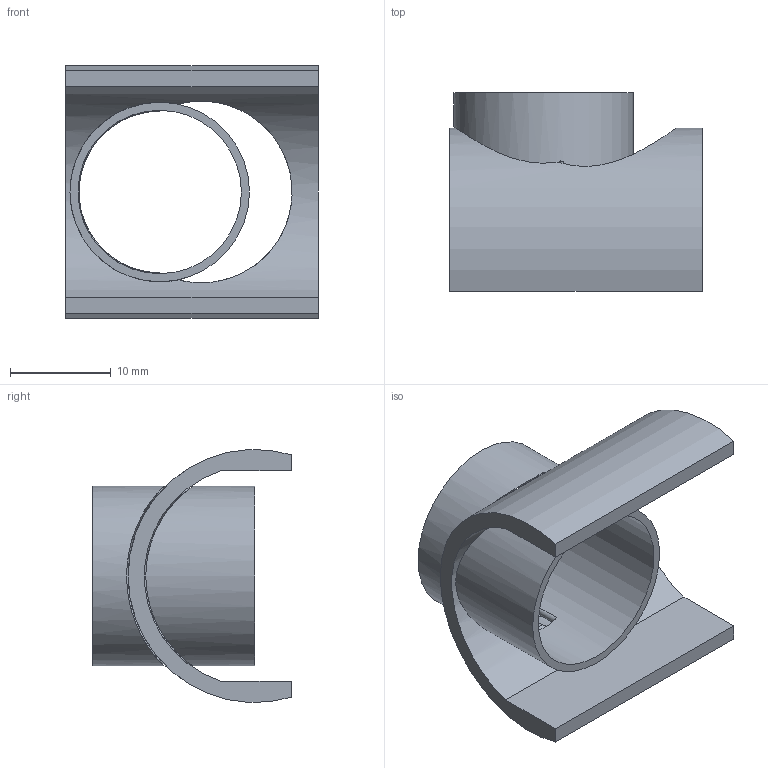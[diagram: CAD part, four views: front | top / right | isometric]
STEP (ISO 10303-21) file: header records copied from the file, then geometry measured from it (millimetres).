
FILE_DESCRIPTION(/* description */ (''),/* implementation_level */ '2;1');
FILE_NAME(/* name */ 'Button Retention Module v2.step',/* time_stamp */ '2020-02-17T14:32:14-05:00',/* author */ (''),/* organization */ (''),/* preprocessor_version */ 'ST-DEVELOPER v18',/* originating_system */ 'Autodesk Translation Framework v8.12.0.6',/* authorisation */ '');
FILE_SCHEMA (('AUTOMOTIVE_DESIGN { 1 0 10303 214 3 1 1 }'));
Length unit declared in the file: millimetre
Products named in the file (3): Button Retention Module; Rails; Button Well
Assembly tree (2 placements, depth 2):
  Button Retention Module
    Rails
    Button Well
Bounding box: 25 x 19.69 x 25.07 mm (x, y, z)
Volume: 1997.9 mm3; surface area: 3629.8 mm2
Topology: 2 solids, 2 shells, 18 faces, 48 edges, 32 vertices
Faces by surface type: cylinder 10, plane 8
Full cylindrical faces by diameter (mm): 16.2 x1, 17.8 x1
Entity records: 929 total; most frequent: CARTESIAN_POINT 407, ORIENTED_EDGE 96, DIRECTION 86, EDGE_CURVE 48, VERTEX_POINT 32, AXIS2_PLACEMENT_3D 31, LINE 24, VECTOR 24
